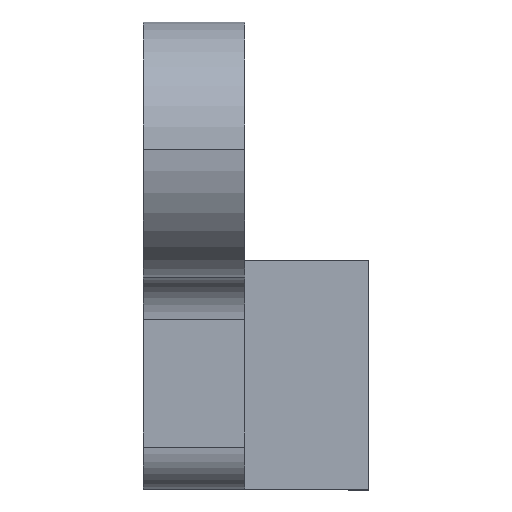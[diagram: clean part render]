
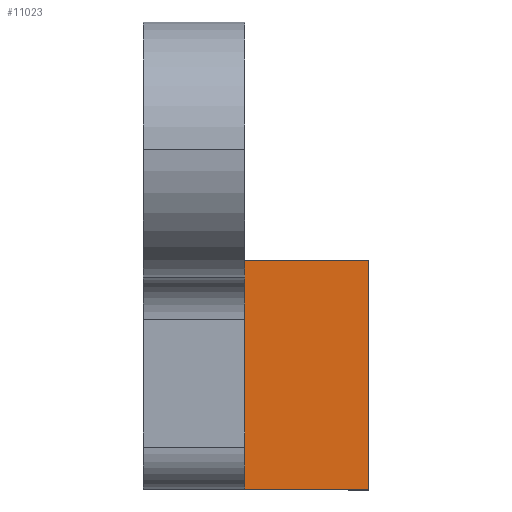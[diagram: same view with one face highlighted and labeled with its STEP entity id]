
A CAD part, top view. The second image highlights one B-rep face of the part: STEP entity #11023.
In plain terms, the highlighted planar face has unit normal (0, 0, 1).
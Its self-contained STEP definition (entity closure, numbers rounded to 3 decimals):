
#2181 = ORIENTED_EDGE ( 'NONE', *, *, #10763, .T. ) ;
#2187 = EDGE_CURVE ( 'NONE', #8867, #6785, #14072, .T. ) ;
#2209 = CARTESIAN_POINT ( 'NONE',  ( 23.8, -13., -44. ) ) ;
#2240 = VECTOR ( 'NONE', #18811, 1000. ) ;
#2743 = CARTESIAN_POINT ( 'NONE',  ( 38.4, -13., -44. ) ) ;
#2751 = CARTESIAN_POINT ( 'NONE',  ( 23.8, -13., -44. ) ) ;
#2925 = DIRECTION ( 'NONE',  ( 0., 0., 1. ) ) ;
#4304 = ORIENTED_EDGE ( 'NONE', *, *, #11598, .T. ) ;
#4364 = ORIENTED_EDGE ( 'NONE', *, *, #2187, .T. ) ;
#5945 = LINE ( 'NONE', #9609, #5983 ) ;
#5983 = VECTOR ( 'NONE', #16130, 1000. ) ;
#6143 = CARTESIAN_POINT ( 'NONE',  ( 23.8, -39.994, -44. ) ) ;
#6168 = CARTESIAN_POINT ( 'NONE',  ( 0., 0., -44. ) ) ;
#6334 = VERTEX_POINT ( 'NONE', #2743 ) ;
#6785 = VERTEX_POINT ( 'NONE', #6143 ) ;
#7509 = CARTESIAN_POINT ( 'NONE',  ( 38.4, -39.994, -44. ) ) ;
#7533 = DIRECTION ( 'NONE',  ( 1., 0., 0. ) ) ;
#7751 = ORIENTED_EDGE ( 'NONE', *, *, #20055, .T. ) ;
#8867 = VERTEX_POINT ( 'NONE', #2209 ) ;
#9609 = CARTESIAN_POINT ( 'NONE',  ( 23.8, -39.994, -44. ) ) ;
#10281 = VECTOR ( 'NONE', #20469, 1000. ) ;
#10611 = DIRECTION ( 'NONE',  ( 0., -1., 0. ) ) ;
#10698 = EDGE_LOOP ( 'NONE', ( #4364, #4304, #2181, #7751 ) ) ;
#10763 = EDGE_CURVE ( 'NONE', #18215, #6334, #12475, .T. ) ;
#10880 = PLANE ( 'NONE',  #12280 ) ;
#11023 = ADVANCED_FACE ( 'NONE', ( #20554 ), #10880, .T. ) ;
#11598 = EDGE_CURVE ( 'NONE', #6785, #18215, #5945, .T. ) ;
#12280 = AXIS2_PLACEMENT_3D ( 'NONE', #6168, #2925, #7533 ) ;
#12398 = CARTESIAN_POINT ( 'NONE',  ( 23.8, -13., -44. ) ) ;
#12475 = LINE ( 'NONE', #18896, #10281 ) ;
#14072 = LINE ( 'NONE', #2751, #19772 ) ;
#16130 = DIRECTION ( 'NONE',  ( 1., 0., 0. ) ) ;
#18215 = VERTEX_POINT ( 'NONE', #7509 ) ;
#18811 = DIRECTION ( 'NONE',  ( -1., 0., 0. ) ) ;
#18896 = CARTESIAN_POINT ( 'NONE',  ( 38.4, -13., -44. ) ) ;
#19026 = LINE ( 'NONE', #12398, #2240 ) ;
#19772 = VECTOR ( 'NONE', #10611, 1000. ) ;
#20055 = EDGE_CURVE ( 'NONE', #6334, #8867, #19026, .T. ) ;
#20469 = DIRECTION ( 'NONE',  ( 0., 1., 0. ) ) ;
#20554 = FACE_OUTER_BOUND ( 'NONE', #10698, .T. ) ;
